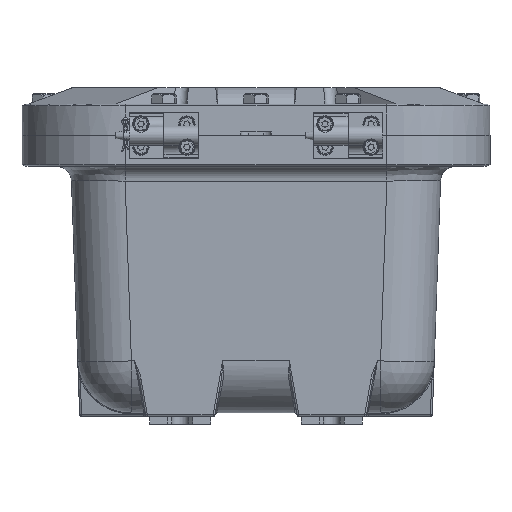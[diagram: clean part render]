
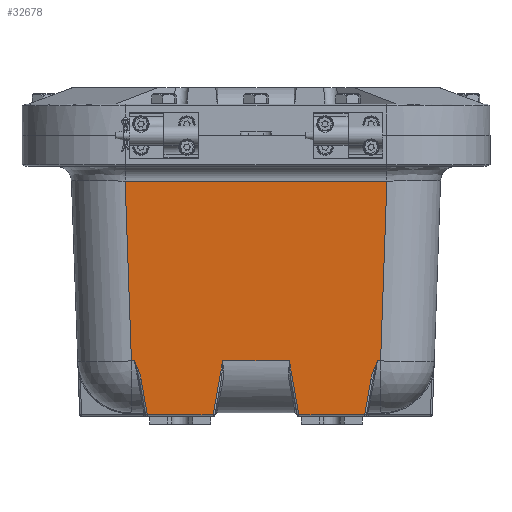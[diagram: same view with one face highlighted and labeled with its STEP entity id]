
A CAD part, left-side view. The second image highlights one B-rep face of the part: STEP entity #32678.
In plain terms, the highlighted planar face has unit normal (-0.999, 0, -0.035).
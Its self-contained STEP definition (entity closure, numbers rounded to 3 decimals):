
#1334=B_SPLINE_CURVE_WITH_KNOTS('',3,(#54800,#54801,#54802,#54803,#54804,
#54805,#54806,#54807),.UNSPECIFIED.,.F.,.F.,(4,1,1,2,4),(0.,0.64,
0.96,1.6,1.603),.UNSPECIFIED.);
#1335=B_SPLINE_CURVE_WITH_KNOTS('',3,(#54854,#54855,#54856,#54857,#54858,
#54859,#54860,#54861),.UNSPECIFIED.,.F.,.F.,(4,2,1,1,4),(-0.003,
0.,0.64,0.96,1.6),.UNSPECIFIED.);
#3804=LINE('',#54745,#6459);
#3805=LINE('',#54747,#6460);
#3806=LINE('',#54749,#6461);
#3807=LINE('',#54751,#6462);
#3808=LINE('',#54753,#6463);
#3809=LINE('',#54755,#6464);
#3810=LINE('',#54759,#6465);
#3811=LINE('',#54810,#6466);
#3812=LINE('',#54813,#6467);
#3829=LINE('',#55005,#6484);
#3830=LINE('',#55008,#6485);
#3831=LINE('',#55009,#6486);
#6459=VECTOR('',#39429,0.394);
#6460=VECTOR('',#39432,0.394);
#6461=VECTOR('',#39435,0.394);
#6462=VECTOR('',#39438,0.394);
#6463=VECTOR('',#39441,0.394);
#6464=VECTOR('',#39444,0.394);
#6465=VECTOR('',#39449,0.394);
#6466=VECTOR('',#39452,0.394);
#6467=VECTOR('',#39457,0.394);
#6484=VECTOR('',#39518,0.394);
#6485=VECTOR('',#39521,0.394);
#6486=VECTOR('',#39522,0.394);
#8448=PLANE('',#35175);
#10442=FACE_OUTER_BOUND('',#12466,.T.);
#12466=EDGE_LOOP('',(#26068,#26069,#26070,#26071,#26072,#26073,#26074,#26075,
#26076,#26077,#26078,#26079,#26080,#26081));
#15739=VERTEX_POINT('',#53770);
#15740=VERTEX_POINT('',#53774);
#15743=VERTEX_POINT('',#53823);
#15746=VERTEX_POINT('',#53978);
#15747=VERTEX_POINT('',#54004);
#15748=VERTEX_POINT('',#54008);
#15750=VERTEX_POINT('',#54050);
#15752=VERTEX_POINT('',#54099);
#15778=VERTEX_POINT('',#54739);
#15779=VERTEX_POINT('',#54743);
#15780=VERTEX_POINT('',#54757);
#15781=VERTEX_POINT('',#54809);
#15790=VERTEX_POINT('',#55003);
#15791=VERTEX_POINT('',#55007);
#19533=EDGE_CURVE('',#15779,#15739,#3804,.T.);
#19534=EDGE_CURVE('',#15739,#15740,#3805,.T.);
#19535=EDGE_CURVE('',#15740,#15743,#3806,.T.);
#19536=EDGE_CURVE('',#15743,#15746,#3807,.T.);
#19537=EDGE_CURVE('',#15746,#15747,#3808,.T.);
#19538=EDGE_CURVE('',#15747,#15748,#3809,.T.);
#19540=EDGE_CURVE('',#15748,#15780,#3810,.T.);
#19541=EDGE_CURVE('',#15780,#15750,#1334,.T.);
#19542=EDGE_CURVE('',#15750,#15781,#3811,.T.);
#19544=EDGE_CURVE('',#15778,#15752,#3812,.T.);
#19545=EDGE_CURVE('',#15752,#15779,#1335,.T.);
#19571=EDGE_CURVE('',#15790,#15778,#3829,.T.);
#19572=EDGE_CURVE('',#15791,#15790,#3830,.T.);
#19573=EDGE_CURVE('',#15781,#15791,#3831,.T.);
#26068=ORIENTED_EDGE('',*,*,#19545,.F.);
#26069=ORIENTED_EDGE('',*,*,#19544,.F.);
#26070=ORIENTED_EDGE('',*,*,#19571,.F.);
#26071=ORIENTED_EDGE('',*,*,#19572,.F.);
#26072=ORIENTED_EDGE('',*,*,#19573,.F.);
#26073=ORIENTED_EDGE('',*,*,#19542,.F.);
#26074=ORIENTED_EDGE('',*,*,#19541,.F.);
#26075=ORIENTED_EDGE('',*,*,#19540,.F.);
#26076=ORIENTED_EDGE('',*,*,#19538,.F.);
#26077=ORIENTED_EDGE('',*,*,#19537,.F.);
#26078=ORIENTED_EDGE('',*,*,#19536,.F.);
#26079=ORIENTED_EDGE('',*,*,#19535,.F.);
#26080=ORIENTED_EDGE('',*,*,#19534,.F.);
#26081=ORIENTED_EDGE('',*,*,#19533,.F.);
#32678=ADVANCED_FACE('',(#10442),#8448,.T.);
#35175=AXIS2_PLACEMENT_3D('',#55006,#39519,#39520);
#39429=DIRECTION('',(0.034,0.174,-0.984));
#39432=DIRECTION('',(0.,1.,0.));
#39435=DIRECTION('',(-0.034,0.174,0.984));
#39438=DIRECTION('',(0.,1.,0.));
#39441=DIRECTION('',(0.034,0.174,-0.984));
#39444=DIRECTION('',(0.,1.,0.));
#39449=DIRECTION('',(-0.034,0.174,0.984));
#39452=DIRECTION('',(0.,1.,0.));
#39457=DIRECTION('',(0.,1.,0.));
#39518=DIRECTION('',(0.035,0.035,-0.999));
#39519=DIRECTION('center_axis',(-0.999,0.,
-0.035));
#39520=DIRECTION('ref_axis',(-0.035,0.,0.999));
#39521=DIRECTION('',(0.,-1.,0.));
#39522=DIRECTION('',(-0.035,0.035,0.999));
#53770=CARTESIAN_POINT('',(-5.747,-3.541,-9.096));
#53774=CARTESIAN_POINT('',(-5.747,-1.396,-9.096));
#53823=CARTESIAN_POINT('',(-5.809,-1.087,-7.342));
#53978=CARTESIAN_POINT('',(-5.809,1.087,-7.342));
#54004=CARTESIAN_POINT('',(-5.747,1.396,-9.096));
#54008=CARTESIAN_POINT('',(-5.747,3.541,-9.096));
#54050=CARTESIAN_POINT('',(-5.809,3.959,-7.342));
#54099=CARTESIAN_POINT('',(-5.809,-3.959,-7.342));
#54739=CARTESIAN_POINT('',(-5.809,-4.06,-7.342));
#54743=CARTESIAN_POINT('',(-5.788,-3.746,-7.935));
#54745=CARTESIAN_POINT('',(-5.857,-4.096,-5.95));
#54747=CARTESIAN_POINT('',(-5.747,1.334,-9.096));
#54749=CARTESIAN_POINT('',(-5.906,-0.595,-4.554));
#54751=CARTESIAN_POINT('',(-5.809,3.015,-7.342));
#54753=CARTESIAN_POINT('',(-5.87,0.777,-5.584));
#54755=CARTESIAN_POINT('',(-5.747,4.696,-9.096));
#54757=CARTESIAN_POINT('',(-5.788,3.746,-7.935));
#54759=CARTESIAN_POINT('',(-5.893,4.278,-4.92));
#54800=CARTESIAN_POINT('Ctrl Pts',(-5.788,3.746,-7.935));
#54801=CARTESIAN_POINT('Ctrl Pts',(-5.791,3.761,-7.852));
#54802=CARTESIAN_POINT('Ctrl Pts',(-5.795,3.798,-7.731));
#54803=CARTESIAN_POINT('Ctrl Pts',(-5.802,3.874,-7.535));
#54804=CARTESIAN_POINT('Ctrl Pts',(-5.806,3.925,-7.42));
#54805=CARTESIAN_POINT('Ctrl Pts',(-5.808,3.959,-7.343));
#54806=CARTESIAN_POINT('Ctrl Pts',(-5.809,3.959,-7.343));
#54807=CARTESIAN_POINT('Ctrl Pts',(-5.809,3.959,-7.342));
#54809=CARTESIAN_POINT('',(-5.809,4.06,-7.342));
#54810=CARTESIAN_POINT('',(-5.809,3.015,-7.342));
#54813=CARTESIAN_POINT('',(-5.809,3.015,-7.342));
#54854=CARTESIAN_POINT('Ctrl Pts',(-5.809,-3.959,-7.342));
#54855=CARTESIAN_POINT('Ctrl Pts',(-5.809,-3.959,
-7.343));
#54856=CARTESIAN_POINT('Ctrl Pts',(-5.808,-3.959,-7.343));
#54857=CARTESIAN_POINT('Ctrl Pts',(-5.806,-3.925,
-7.42));
#54858=CARTESIAN_POINT('Ctrl Pts',(-5.802,-3.873,-7.535));
#54859=CARTESIAN_POINT('Ctrl Pts',(-5.795,-3.798,
-7.731));
#54860=CARTESIAN_POINT('Ctrl Pts',(-5.791,-3.761,
-7.852));
#54861=CARTESIAN_POINT('Ctrl Pts',(-5.788,-3.746,
-7.935));
#55003=CARTESIAN_POINT('',(-6.013,-4.264,-1.483));
#55005=CARTESIAN_POINT('',(-6.025,-4.276,-1.149));
#55006=CARTESIAN_POINT('Origin',(-6.03,6.03,-1.));
#55007=CARTESIAN_POINT('',(-6.013,4.264,-1.483));
#55008=CARTESIAN_POINT('',(-6.013,3.015,-1.483));
#55009=CARTESIAN_POINT('',(-6.025,4.276,-1.149));
